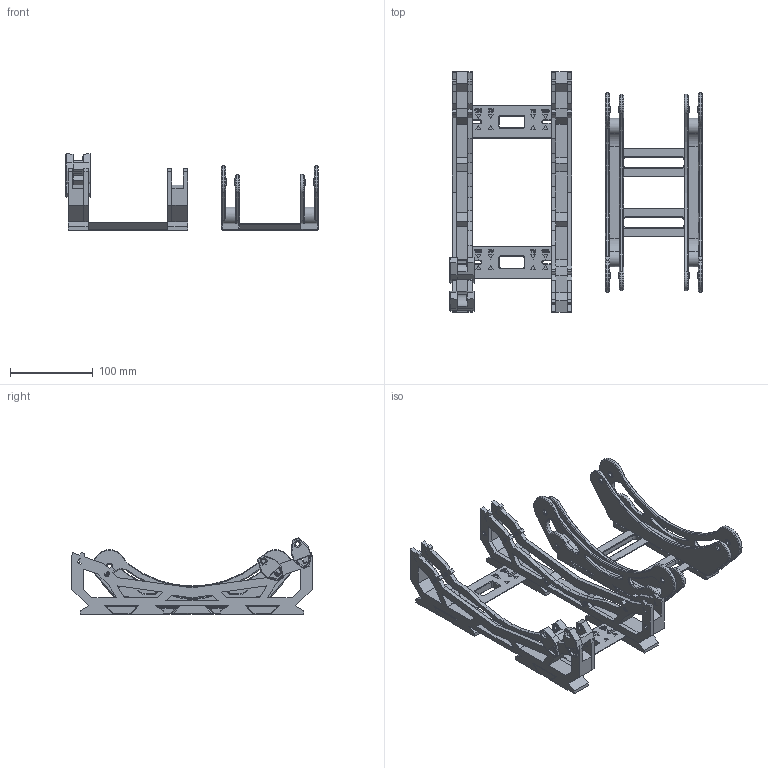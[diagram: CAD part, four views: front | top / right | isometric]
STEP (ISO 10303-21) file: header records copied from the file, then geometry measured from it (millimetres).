
FILE_DESCRIPTION(/* description */ (''),/* implementation_level */ '2;1');
FILE_NAME(/* name */ 'Spool Holder - Reloaded v15.step',/* time_stamp */ '2022-05-28T20:08:41+02:00',/* author */ (''),/* organization */ (''),/* preprocessor_version */ 'ST-DEVELOPER v19',/* originating_system */ 'Autodesk Translation Framework v11.7.0.108',/* authorisation */ '');
FILE_SCHEMA (('AUTOMOTIVE_DESIGN { 1 0 10303 214 3 1 1 }'));
Products named in the file (3): Spool Holder - Reloaded; Spool arc; Carriage Roller
Assembly tree (3 placements, depth 2):
  Spool Holder - Reloaded
    Carriage Roller  x2
    Spool arc
Bounding box: 304.92 x 290 x 92.29 mm (x, y, z)
Volume: 647620 mm3; surface area: 274106.7 mm2
Topology: 16 solids, 16 shells, 1982 faces, 5070 edges, 3204 vertices
Faces by surface type: plane 1154, bspline 448, cylinder 194, cone 186
Full cylindrical faces by diameter (mm): 3.2 x20, 4.4 x18, 5.2 x12, 5.6 x4, 5.8 x8, 8 x12, 8.6 x2, 10 x4, 10.4 x4
Entity records: 61223 total; most frequent: CARTESIAN_POINT 18076, ORIENTED_EDGE 9640, DIRECTION 7346, EDGE_CURVE 4820, LINE 3356, VECTOR 3356, VERTEX_POINT 3046, EDGE_LOOP 2122
